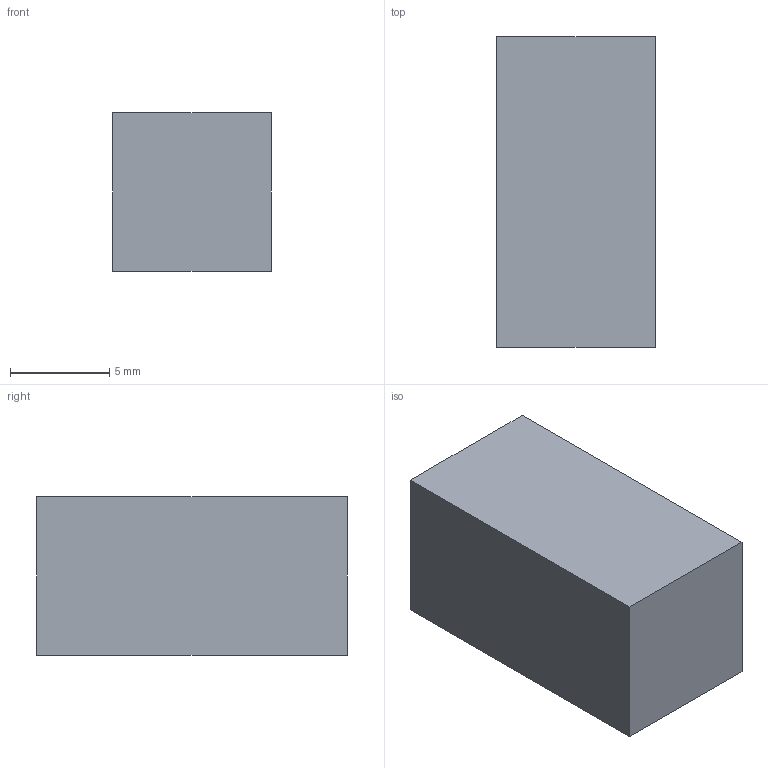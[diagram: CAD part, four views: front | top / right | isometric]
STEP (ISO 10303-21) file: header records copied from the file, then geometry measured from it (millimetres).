
FILE_DESCRIPTION(/* description */ ('STEP AP214'),/* implementation_level */ '2;1');
FILE_NAME(/* name */ '60271168ad73a710385375ce',/* time_stamp */ '2021-02-12T23:38:16+00:00',/* author */ (''),/* organization */ (''),/* preprocessor_version */ 'ST-DEVELOPER v18.1',/* originating_system */ ' ',/* authorisation */ ' ');
FILE_SCHEMA (('AUTOMOTIVE_DESIGN {1 0 10303 214 3 1 1}'));
Length unit declared in the file: metre
Products named in the file (1): Segment
Bounding box: 8 x 15.65 x 8 mm (x, y, z)
Volume: 1001.7 mm3; surface area: 628.8 mm2
Topology: 1 solids, 1 shells, 6 faces, 16 edges, 12 vertices
Faces by surface type: plane 6
Entity records: 222 total; most frequent: CARTESIAN_POINT 35, ORIENTED_EDGE 32, DIRECTION 30, EDGE_CURVE 16, LINE 16, VECTOR 16, VERTEX_POINT 12, AXIS2_PLACEMENT_3D 7
